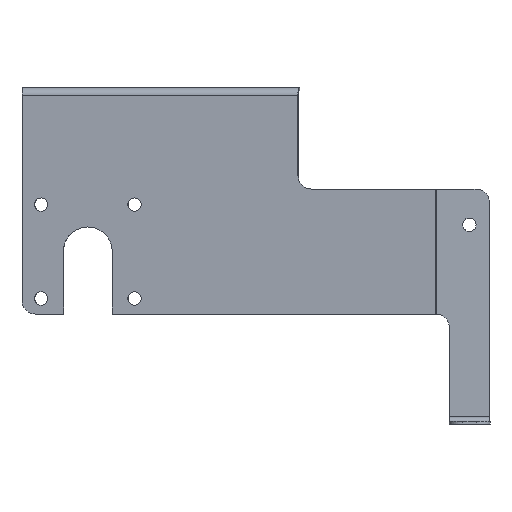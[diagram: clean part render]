
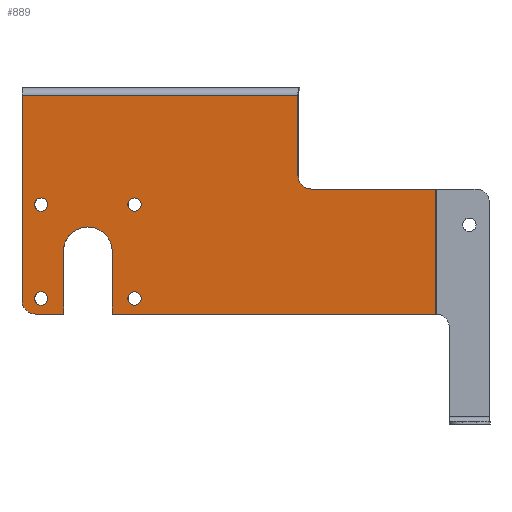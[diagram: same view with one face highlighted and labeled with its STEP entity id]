
A CAD part, front view. The second image highlights one B-rep face of the part: STEP entity #889.
In plain terms, the highlighted planar face has unit normal (-0.087, -0.996, 0).
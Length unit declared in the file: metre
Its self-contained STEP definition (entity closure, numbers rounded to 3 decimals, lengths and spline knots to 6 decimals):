
#15=CIRCLE('',#943,0.009525);
#17=CIRCLE('',#949,0.017463);
#19=CIRCLE('',#954,0.009525);
#22=CIRCLE('',#959,0.004763);
#24=CIRCLE('',#962,0.004763);
#26=CIRCLE('',#965,0.004763);
#28=CIRCLE('',#968,0.004763);
#145=ORIENTED_EDGE('',*,*,#360,.F.);
#146=ORIENTED_EDGE('',*,*,#357,.T.);
#147=ORIENTED_EDGE('',*,*,#354,.T.);
#148=ORIENTED_EDGE('',*,*,#351,.T.);
#149=ORIENTED_EDGE('',*,*,#348,.F.);
#150=ORIENTED_EDGE('',*,*,#345,.T.);
#151=ORIENTED_EDGE('',*,*,#342,.T.);
#152=ORIENTED_EDGE('',*,*,#373,.T.);
#153=ORIENTED_EDGE('',*,*,#338,.T.);
#154=ORIENTED_EDGE('',*,*,#335,.F.);
#155=ORIENTED_EDGE('',*,*,#332,.F.);
#156=ORIENTED_EDGE('',*,*,#374,.F.);
#157=ORIENTED_EDGE('',*,*,#364,.F.);
#158=ORIENTED_EDGE('',*,*,#366,.F.);
#159=ORIENTED_EDGE('',*,*,#368,.F.);
#160=ORIENTED_EDGE('',*,*,#370,.F.);
#332=EDGE_CURVE('',#456,#458,#537,.T.);
#335=EDGE_CURVE('',#458,#460,#15,.T.);
#338=EDGE_CURVE('',#462,#460,#541,.T.);
#342=EDGE_CURVE('',#466,#464,#545,.T.);
#345=EDGE_CURVE('',#468,#466,#548,.T.);
#348=EDGE_CURVE('',#468,#470,#17,.T.);
#351=EDGE_CURVE('',#472,#470,#552,.T.);
#354=EDGE_CURVE('',#474,#472,#555,.T.);
#357=EDGE_CURVE('',#476,#474,#19,.T.);
#360=EDGE_CURVE('',#476,#478,#559,.T.);
#364=EDGE_CURVE('',#481,#481,#22,.T.);
#366=EDGE_CURVE('',#483,#483,#24,.T.);
#368=EDGE_CURVE('',#485,#485,#26,.T.);
#370=EDGE_CURVE('',#487,#487,#28,.T.);
#373=EDGE_CURVE('',#464,#462,#564,.T.);
#374=EDGE_CURVE('',#478,#456,#565,.T.);
#456=VERTEX_POINT('',#1324);
#458=VERTEX_POINT('',#1327);
#460=VERTEX_POINT('',#1333);
#462=VERTEX_POINT('',#1339);
#464=VERTEX_POINT('',#1345);
#466=VERTEX_POINT('',#1348);
#468=VERTEX_POINT('',#1354);
#470=VERTEX_POINT('',#1360);
#472=VERTEX_POINT('',#1366);
#474=VERTEX_POINT('',#1372);
#476=VERTEX_POINT('',#1378);
#478=VERTEX_POINT('',#1384);
#481=VERTEX_POINT('',#1392);
#483=VERTEX_POINT('',#1397);
#485=VERTEX_POINT('',#1402);
#487=VERTEX_POINT('',#1407);
#537=LINE('',#1326,#615);
#541=LINE('',#1338,#619);
#545=LINE('',#1347,#623);
#548=LINE('',#1353,#626);
#552=LINE('',#1365,#630);
#555=LINE('',#1371,#633);
#559=LINE('',#1383,#637);
#564=LINE('',#1412,#642);
#565=LINE('',#1413,#643);
#615=VECTOR('',#1046,1.);
#619=VECTOR('',#1058,1.);
#623=VECTOR('',#1064,1.);
#626=VECTOR('',#1069,1.);
#630=VECTOR('',#1081,1.);
#633=VECTOR('',#1086,1.);
#637=VECTOR('',#1098,1.);
#642=VECTOR('',#1131,1.);
#643=VECTOR('',#1132,1.);
#715=EDGE_LOOP('',(#145,#146,#147,#148,#149,#150,#151,#152,#153,#154,#155,
#156));
#716=EDGE_LOOP('',(#157));
#717=EDGE_LOOP('',(#158));
#718=EDGE_LOOP('',(#159));
#719=EDGE_LOOP('',(#160));
#790=FACE_BOUND('',#715,.T.);
#791=FACE_BOUND('',#716,.T.);
#792=FACE_BOUND('',#717,.T.);
#793=FACE_BOUND('',#718,.T.);
#794=FACE_BOUND('',#719,.T.);
#850=PLANE('',#970);
#889=ADVANCED_FACE('',(#790,#791,#792,#793,#794),#850,.T.);
#943=AXIS2_PLACEMENT_3D('',#1332,#1051,#1052);
#949=AXIS2_PLACEMENT_3D('',#1359,#1074,#1075);
#954=AXIS2_PLACEMENT_3D('',#1377,#1091,#1092);
#959=AXIS2_PLACEMENT_3D('',#1391,#1105,#1106);
#962=AXIS2_PLACEMENT_3D('',#1396,#1111,#1112);
#965=AXIS2_PLACEMENT_3D('',#1401,#1117,#1118);
#968=AXIS2_PLACEMENT_3D('',#1406,#1123,#1124);
#970=AXIS2_PLACEMENT_3D('',#1411,#1129,#1130);
#1046=DIRECTION('',(0.,0.,-1.));
#1051=DIRECTION('',(-0.087,-0.996,0.));
#1052=DIRECTION('',(0.,0.,-1.));
#1058=DIRECTION('',(-0.996,0.087,0.));
#1064=DIRECTION('',(0.996,-0.087,0.));
#1069=DIRECTION('',(0.,0.,-1.));
#1074=DIRECTION('',(-0.087,-0.996,0.));
#1075=DIRECTION('',(0.,0.,-1.));
#1081=DIRECTION('',(0.,0.,1.));
#1086=DIRECTION('',(0.996,-0.087,0.));
#1091=DIRECTION('',(-0.087,-0.996,0.));
#1092=DIRECTION('',(0.,0.,-1.));
#1098=DIRECTION('',(0.,0.,1.));
#1105=DIRECTION('',(-0.087,-0.996,0.));
#1106=DIRECTION('',(0.,0.,-1.));
#1111=DIRECTION('',(-0.087,-0.996,0.));
#1112=DIRECTION('',(0.,0.,-1.));
#1117=DIRECTION('',(-0.087,-0.996,0.));
#1118=DIRECTION('',(0.,0.,-1.));
#1123=DIRECTION('',(-0.087,-0.996,0.));
#1124=DIRECTION('',(0.,0.,-1.));
#1129=DIRECTION('',(-0.087,-0.996,0.));
#1130=DIRECTION('',(0.996,-0.087,0.));
#1131=DIRECTION('',(0.,0.,1.));
#1132=DIRECTION('',(0.996,-0.087,0.));
#1324=CARTESIAN_POINT('',(0.150297,0.006543,0.111104));
#1326=CARTESIAN_POINT('',(0.150297,0.006543,0.120015));
#1327=CARTESIAN_POINT('',(0.150297,0.006543,0.05397));
#1332=CARTESIAN_POINT('',(0.159786,0.005712,0.05397));
#1333=CARTESIAN_POINT('',(0.159786,0.005712,0.044445));
#1338=CARTESIAN_POINT('',(0.204021,0.001842,0.044445));
#1339=CARTESIAN_POINT('',(0.248079,-0.002012,0.044445));
#1345=CARTESIAN_POINT('',(0.248079,-0.002012,-0.04445));
#1347=CARTESIAN_POINT('',(0.133249,0.008034,-0.04445));
#1348=CARTESIAN_POINT('',(0.018242,0.018096,-0.04445));
#1353=CARTESIAN_POINT('',(0.018242,0.018096,-0.044119));
#1354=CARTESIAN_POINT('',(0.018242,0.018096,0.));
#1359=CARTESIAN_POINT('',(0.000846,0.019618,0.));
#1360=CARTESIAN_POINT('',(-0.01655,0.02114,0.));
#1365=CARTESIAN_POINT('',(-0.01655,0.02114,-0.021894));
#1366=CARTESIAN_POINT('',(-0.01655,0.02114,-0.04445));
#1371=CARTESIAN_POINT('',(-0.026479,0.022008,-0.04445));
#1372=CARTESIAN_POINT('',(-0.036407,0.022877,-0.04445));
#1377=CARTESIAN_POINT('',(-0.036407,0.022877,-0.034925));
#1378=CARTESIAN_POINT('',(-0.045896,0.023707,-0.034925));
#1383=CARTESIAN_POINT('',(-0.045896,0.023707,0.14988));
#1384=CARTESIAN_POINT('',(-0.045896,0.023707,0.111104));
#1391=CARTESIAN_POINT('',(-0.032365,0.022523,0.033338));
#1392=CARTESIAN_POINT('',(-0.032365,0.022523,0.028575));
#1396=CARTESIAN_POINT('',(0.034056,0.016712,0.033338));
#1397=CARTESIAN_POINT('',(0.034056,0.016712,0.028575));
#1401=CARTESIAN_POINT('',(0.034056,0.016712,-0.033338));
#1402=CARTESIAN_POINT('',(0.034056,0.016712,-0.0381));
#1406=CARTESIAN_POINT('',(-0.032365,0.022523,-0.033338));
#1407=CARTESIAN_POINT('',(-0.032365,0.022523,-0.0381));
#1411=CARTESIAN_POINT('',(0.120252,0.009171,0.004465));
#1412=CARTESIAN_POINT('',(0.248079,-0.002012,0.004465));
#1413=CARTESIAN_POINT('',(0.120252,0.009171,0.111104));
